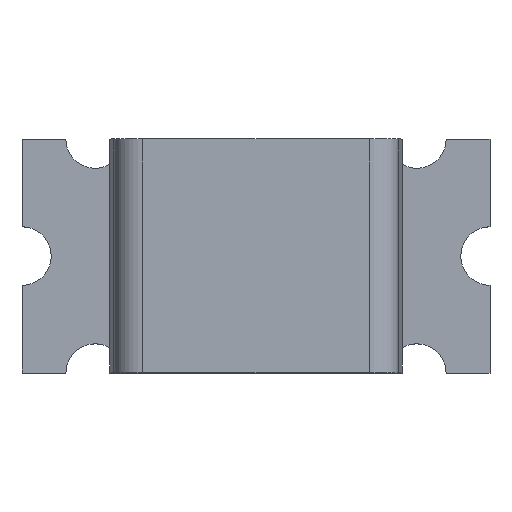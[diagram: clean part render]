
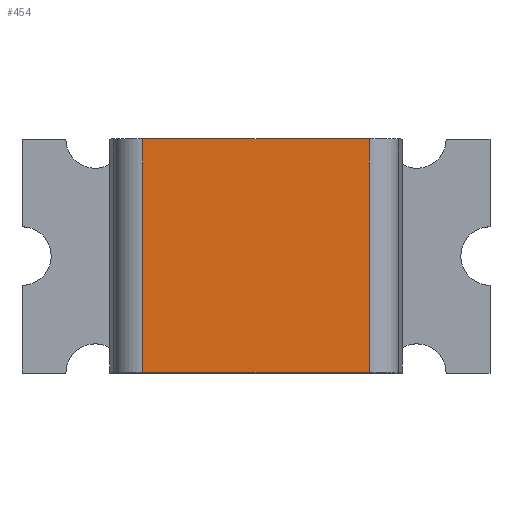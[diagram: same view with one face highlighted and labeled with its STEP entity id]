
A CAD part, top view. The second image highlights one B-rep face of the part: STEP entity #454.
In plain terms, the highlighted planar face has unit normal (0, 0, 1).
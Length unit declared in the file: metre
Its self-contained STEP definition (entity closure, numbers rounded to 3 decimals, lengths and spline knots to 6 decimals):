
#58=ORIENTED_EDGE('',*,*,#172,.F.);
#59=ORIENTED_EDGE('',*,*,#186,.T.);
#60=ORIENTED_EDGE('',*,*,#179,.T.);
#61=ORIENTED_EDGE('',*,*,#187,.T.);
#172=EDGE_CURVE('',#238,#239,#281,.T.);
#179=EDGE_CURVE('',#244,#245,#287,.T.);
#186=EDGE_CURVE('',#238,#244,#292,.F.);
#187=EDGE_CURVE('',#245,#239,#293,.F.);
#238=VERTEX_POINT('',#690);
#239=VERTEX_POINT('',#692);
#244=VERTEX_POINT('',#706);
#245=VERTEX_POINT('',#707);
#281=LINE('',#691,#331);
#287=LINE('',#705,#337);
#292=LINE('',#718,#342);
#293=LINE('',#719,#343);
#331=VECTOR('',#553,1.);
#337=VECTOR('',#565,1.);
#342=VECTOR('',#578,1.);
#343=VECTOR('',#579,1.);
#384=EDGE_LOOP('',(#58,#59,#60,#61));
#410=FACE_BOUND('',#384,.T.);
#436=PLANE('',#511);
#454=ADVANCED_FACE('',(#410),#436,.T.);
#511=AXIS2_PLACEMENT_3D('',#717,#576,#577);
#553=DIRECTION('',(-1.,0.,0.));
#565=DIRECTION('',(-1.,0.,0.));
#576=DIRECTION('',(0.,0.,1.));
#577=DIRECTION('',(1.,0.,0.));
#578=DIRECTION('',(0.,-1.,0.));
#579=DIRECTION('',(0.,1.,0.));
#690=CARTESIAN_POINT('',(0.000773,-0.0008,0.00075));
#691=CARTESIAN_POINT('',(0.,-0.0008,0.00075));
#692=CARTESIAN_POINT('',(-0.000773,-0.0008,0.00075));
#705=CARTESIAN_POINT('',(0.,0.0008,0.00075));
#706=CARTESIAN_POINT('',(0.000773,0.0008,0.00075));
#707=CARTESIAN_POINT('',(-0.000773,0.0008,0.00075));
#717=CARTESIAN_POINT('',(0.,0.,0.00075));
#718=CARTESIAN_POINT('',(0.000773,0.,0.00075));
#719=CARTESIAN_POINT('',(-0.000773,-0.0008,0.00075));
